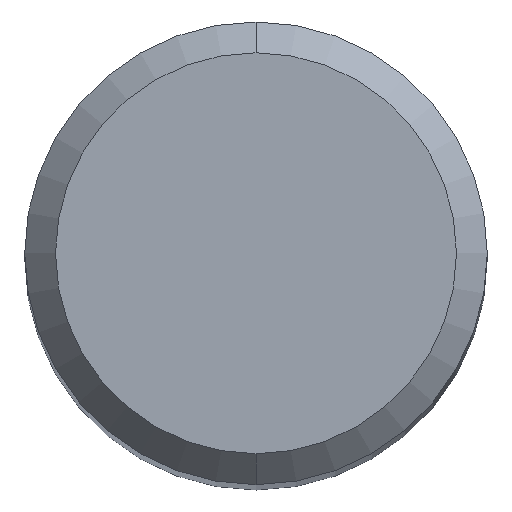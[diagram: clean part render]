
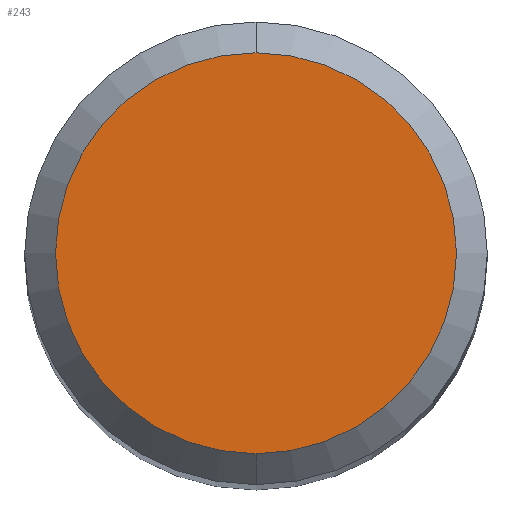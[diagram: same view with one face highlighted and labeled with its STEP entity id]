
A CAD part, top view. The second image highlights one B-rep face of the part: STEP entity #243.
In plain terms, the highlighted planar face has unit normal (0, 0, 1).
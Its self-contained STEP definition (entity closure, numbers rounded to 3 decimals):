
#197=EDGE_CURVE('',#305,#325,#504,.T.);
#243=ADVANCED_FACE('',(#554),#555,.T.);
#305=VERTEX_POINT('',#623);
#325=VERTEX_POINT('',#644);
#443=EDGE_CURVE('',#325,#305,#777,.T.);
#504=CIRCLE('',#863,2.6);
#554=FACE_OUTER_BOUND('',#929,.T.);
#555=PLANE('',#930);
#623=CARTESIAN_POINT('',(0.0,2.6,0.0));
#644=CARTESIAN_POINT('',(0.,-2.6,0.0));
#777=CIRCLE('',#1414,2.6);
#863=AXIS2_PLACEMENT_3D('',#1450,#1451,#1452);
#929=EDGE_LOOP('',(#1511,#1512));
#930=AXIS2_PLACEMENT_3D('',#1513,#1514,#1515);
#1414=AXIS2_PLACEMENT_3D('',#1773,#1774,#1775);
#1450=CARTESIAN_POINT('',(0.0,0.0,0.0));
#1451=DIRECTION('',(0.0,0.0,-1.0));
#1452=DIRECTION('',(0.0,1.0,0.0));
#1511=ORIENTED_EDGE('',*,*,#197,.F.);
#1512=ORIENTED_EDGE('',*,*,#443,.F.);
#1513=CARTESIAN_POINT('',(0.0,1.3,0.0));
#1514=DIRECTION('',(-0.0,0.0,1.0));
#1515=DIRECTION('',(0.0,-1.0,0.0));
#1773=CARTESIAN_POINT('',(0.0,0.0,0.0));
#1774=DIRECTION('',(0.0,0.0,-1.0));
#1775=DIRECTION('',(0.0,1.0,0.0));
